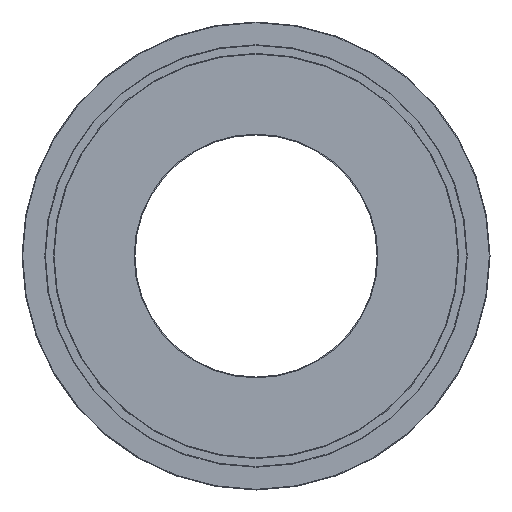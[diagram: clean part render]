
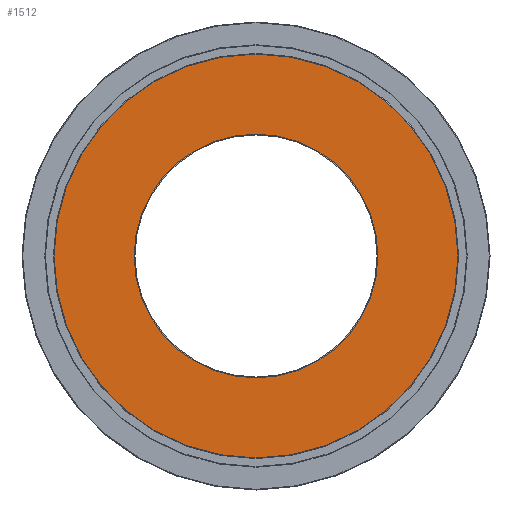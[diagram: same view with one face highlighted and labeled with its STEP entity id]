
A CAD part, front view. The second image highlights one B-rep face of the part: STEP entity #1512.
In plain terms, the highlighted planar face has unit normal (0, -1, 0).
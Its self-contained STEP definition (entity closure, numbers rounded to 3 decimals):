
#47 = ORIENTED_EDGE ( 'NONE', *, *, #650, .T. ) ;
#64 = FACE_BOUND ( 'NONE', #100, .T. ) ;
#73 = VERTEX_POINT ( 'NONE', #674 ) ;
#100 = EDGE_LOOP ( 'NONE', ( #1358, #1006 ) ) ;
#175 = CARTESIAN_POINT ( 'NONE',  ( 0., 0., 0. ) ) ;
#287 = VERTEX_POINT ( 'NONE', #1766 ) ;
#289 = CIRCLE ( 'NONE', #1573, 125.1 ) ;
#359 = AXIS2_PLACEMENT_3D ( 'NONE', #701, #1919, #876 ) ;
#442 = AXIS2_PLACEMENT_3D ( 'NONE', #1420, #724, #1938 ) ;
#456 = CARTESIAN_POINT ( 'NONE',  ( 0., 0., -125.1 ) ) ;
#492 = FACE_OUTER_BOUND ( 'NONE', #1504, .T. ) ;
#507 = EDGE_CURVE ( 'NONE', #73, #287, #698, .T. ) ;
#508 = VERTEX_POINT ( 'NONE', #581 ) ;
#534 = CIRCLE ( 'NONE', #359, 75.5 ) ;
#569 = DIRECTION ( 'NONE',  ( 0., 0., -1. ) ) ;
#581 = CARTESIAN_POINT ( 'NONE',  ( 0., 0., 125.1 ) ) ;
#650 = EDGE_CURVE ( 'NONE', #508, #1234, #1351, .T. ) ;
#674 = CARTESIAN_POINT ( 'NONE',  ( 0., 0., 75.5 ) ) ;
#698 = CIRCLE ( 'NONE', #1440, 75.5 ) ;
#701 = CARTESIAN_POINT ( 'NONE',  ( 0., 0., 0. ) ) ;
#724 = DIRECTION ( 'NONE',  ( 0., -1., 0. ) ) ;
#799 = AXIS2_PLACEMENT_3D ( 'NONE', #175, #1368, #1346 ) ;
#839 = DIRECTION ( 'NONE',  ( 0., -1., 0. ) ) ;
#876 = DIRECTION ( 'NONE',  ( 0., 0., -1. ) ) ;
#1006 = ORIENTED_EDGE ( 'NONE', *, *, #507, .F. ) ;
#1234 = VERTEX_POINT ( 'NONE', #456 ) ;
#1346 = DIRECTION ( 'NONE',  ( 0., 0., -1. ) ) ;
#1351 = CIRCLE ( 'NONE', #799, 125.1 ) ;
#1358 = ORIENTED_EDGE ( 'NONE', *, *, #1862, .F. ) ;
#1368 = DIRECTION ( 'NONE',  ( 0., -1., 0. ) ) ;
#1420 = CARTESIAN_POINT ( 'NONE',  ( 0., 0., 0. ) ) ;
#1440 = AXIS2_PLACEMENT_3D ( 'NONE', #1804, #1977, #569 ) ;
#1504 = EDGE_LOOP ( 'NONE', ( #47, #1643 ) ) ;
#1512 = ADVANCED_FACE ( 'NONE', ( #64, #492 ), #2110, .T. ) ;
#1573 = AXIS2_PLACEMENT_3D ( 'NONE', #1886, #839, #2059 ) ;
#1643 = ORIENTED_EDGE ( 'NONE', *, *, #1777, .T. ) ;
#1766 = CARTESIAN_POINT ( 'NONE',  ( 0., 0., -75.5 ) ) ;
#1777 = EDGE_CURVE ( 'NONE', #1234, #508, #289, .T. ) ;
#1804 = CARTESIAN_POINT ( 'NONE',  ( 0., 0., 0. ) ) ;
#1862 = EDGE_CURVE ( 'NONE', #287, #73, #534, .T. ) ;
#1886 = CARTESIAN_POINT ( 'NONE',  ( 0., 0., 0. ) ) ;
#1919 = DIRECTION ( 'NONE',  ( 0., -1., 0. ) ) ;
#1938 = DIRECTION ( 'NONE',  ( 0., 0., -1. ) ) ;
#1977 = DIRECTION ( 'NONE',  ( 0., -1., 0. ) ) ;
#2059 = DIRECTION ( 'NONE',  ( 0., 0., -1. ) ) ;
#2110 = PLANE ( 'NONE',  #442 ) ;
